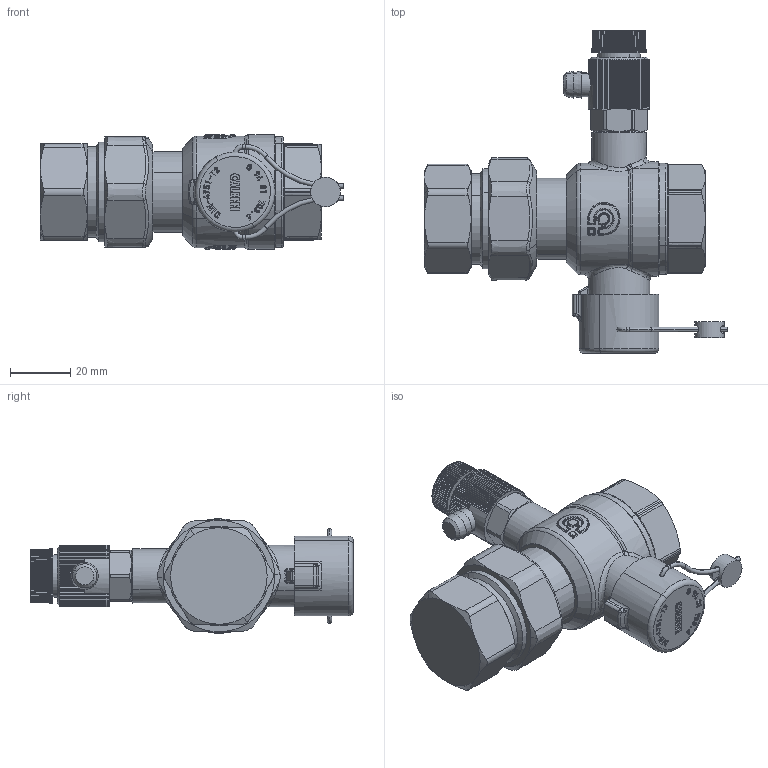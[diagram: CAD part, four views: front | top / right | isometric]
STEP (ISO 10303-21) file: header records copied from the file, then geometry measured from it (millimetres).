
FILE_DESCRIPTION(('CATIA V5 STEP Exchange'),'2;1');
FILE_NAME('STEP_558050_-_TST.stp','2019-02-13T11:02:26+00:00',('none'),('none'),'CATIA Version 5-6 Release 2016 SP4','CATIA V5 STEP AP203','none');
FILE_SCHEMA(('CONFIG_CONTROL_DESIGN'));
Products named in the file (1): 558050 - TST
Bounding box: 100.5 x 107.2 x 37.99 mm (x, y, z)
Volume: 113441.1 mm3; surface area: 21371.6 mm2
Topology: 2 solids, 3 shells, 2055 faces, 5394 edges, 3330 vertices
Faces by surface type: plane 725, bspline 576, extrusion 265, cone 175, cylinder 126, torus 115, sphere 73
Entity records: 90447 total; most frequent: CARTESIAN_POINT 49033, ORIENTED_EDGE 10644, EDGE_CURVE 5322, DIRECTION 4676, VERTEX_POINT 3330, B_SPLINE_CURVE_WITH_KNOTS 2904, VECTOR 2298, EDGE_LOOP 2116
